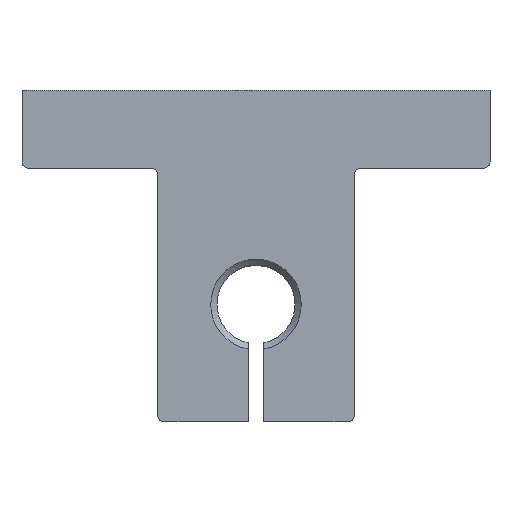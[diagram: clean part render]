
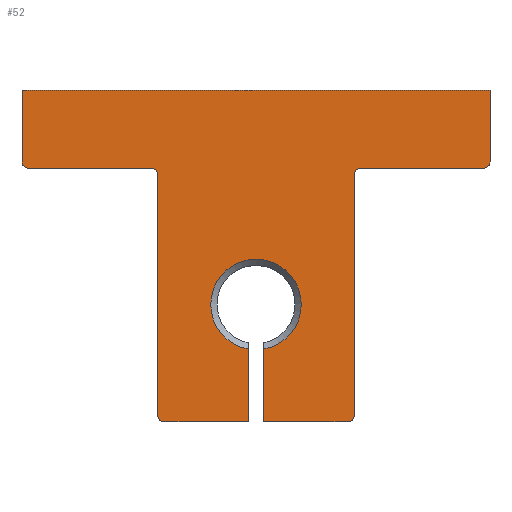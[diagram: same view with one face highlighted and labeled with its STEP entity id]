
A CAD part, front view. The second image highlights one B-rep face of the part: STEP entity #52.
In plain terms, the highlighted planar face has unit normal (0, -1, 0).
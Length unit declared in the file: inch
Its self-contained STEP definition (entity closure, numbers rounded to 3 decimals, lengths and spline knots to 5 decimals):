
#3 = CARTESIAN_POINT ( 'NONE',  ( 0.335, 0., -0.27 ) ) ;
#15 = CARTESIAN_POINT ( 'NONE',  ( -0.295, 0., -1.063 ) ) ;
#21 = CARTESIAN_POINT ( 'NONE',  ( -0.315, 0., -1.043 ) ) ;
#23 = VERTEX_POINT ( 'NONE', #388 ) ;
#25 = LINE ( 'NONE', #15, #120 ) ;
#35 = DIRECTION ( 'NONE',  ( 0., 0., -1. ) ) ;
#38 = VERTEX_POINT ( 'NONE', #79 ) ;
#46 = CARTESIAN_POINT ( 'NONE',  ( 0.73, 0., -0.23 ) ) ;
#49 = AXIS2_PLACEMENT_3D ( 'NONE', #761, #576, #665 ) ;
#52 = ADVANCED_FACE ( 'NONE', ( #354 ), #262, .T. ) ;
#53 = LINE ( 'NONE', #964, #245 ) ;
#72 = LINE ( 'NONE', #453, #926 ) ;
#78 = CARTESIAN_POINT ( 'NONE',  ( -0.73, 0., -0.25 ) ) ;
#79 = CARTESIAN_POINT ( 'NONE',  ( -0.75, 0., 0. ) ) ;
#82 = DIRECTION ( 'NONE',  ( 0., 0., -1. ) ) ;
#92 = VERTEX_POINT ( 'NONE', #724 ) ;
#104 = EDGE_CURVE ( 'NONE', #1115, #254, #703, .T. ) ;
#113 = ORIENTED_EDGE ( 'NONE', *, *, #772, .T. ) ;
#120 = VECTOR ( 'NONE', #768, 39.37008 ) ;
#121 = VECTOR ( 'NONE', #558, 39.37008 ) ;
#132 = ORIENTED_EDGE ( 'NONE', *, *, #715, .F. ) ;
#135 = VERTEX_POINT ( 'NONE', #912 ) ;
#168 = DIRECTION ( 'NONE',  ( -1., 0., 0. ) ) ;
#169 = LINE ( 'NONE', #1011, #632 ) ;
#176 = CARTESIAN_POINT ( 'NONE',  ( -0.73, 0., -0.23 ) ) ;
#179 = AXIS2_PLACEMENT_3D ( 'NONE', #754, #468, #1096 ) ;
#183 = CARTESIAN_POINT ( 'NONE',  ( 0.025, 0., -1.063 ) ) ;
#189 = CARTESIAN_POINT ( 'NONE',  ( -0.025, 0., 0.00004 ) ) ;
#195 = DIRECTION ( 'NONE',  ( 0., 0., 1. ) ) ;
#207 = AXIS2_PLACEMENT_3D ( 'NONE', #896, #918, #266 ) ;
#218 = ORIENTED_EDGE ( 'NONE', *, *, #647, .F. ) ;
#222 = VERTEX_POINT ( 'NONE', #486 ) ;
#225 = AXIS2_PLACEMENT_3D ( 'NONE', #277, #1088, #446 ) ;
#232 = ORIENTED_EDGE ( 'NONE', *, *, #487, .F. ) ;
#238 = DIRECTION ( 'NONE',  ( -1., 0., 0. ) ) ;
#243 = ORIENTED_EDGE ( 'NONE', *, *, #1169, .F. ) ;
#245 = VECTOR ( 'NONE', #787, 39.37008 ) ;
#254 = VERTEX_POINT ( 'NONE', #400 ) ;
#262 = PLANE ( 'NONE',  #628 ) ;
#266 = DIRECTION ( 'NONE',  ( 0., 0., -1. ) ) ;
#268 = CARTESIAN_POINT ( 'NONE',  ( -0.025, 0., -0.82983 ) ) ;
#275 = ORIENTED_EDGE ( 'NONE', *, *, #742, .F. ) ;
#277 = CARTESIAN_POINT ( 'NONE',  ( -0.295, 0., -1.043 ) ) ;
#281 = EDGE_CURVE ( 'NONE', #498, #778, #490, .T. ) ;
#283 = CARTESIAN_POINT ( 'NONE',  ( -0.025, 0., -1.063 ) ) ;
#286 = DIRECTION ( 'NONE',  ( 0., -1., 0. ) ) ;
#307 = DIRECTION ( 'NONE',  ( 0., 1., 0. ) ) ;
#312 = CARTESIAN_POINT ( 'NONE',  ( 0.75, 0., -0.23 ) ) ;
#316 = CARTESIAN_POINT ( 'NONE',  ( 0.73, 0., -0.25 ) ) ;
#344 = ORIENTED_EDGE ( 'NONE', *, *, #575, .F. ) ;
#352 = EDGE_CURVE ( 'NONE', #414, #699, #53, .T. ) ;
#354 = FACE_OUTER_BOUND ( 'NONE', #955, .T. ) ;
#382 = DIRECTION ( 'NONE',  ( 0., 0., 1. ) ) ;
#383 = DIRECTION ( 'NONE',  ( 0., 0., 1. ) ) ;
#387 = ORIENTED_EDGE ( 'NONE', *, *, #711, .F. ) ;
#388 = CARTESIAN_POINT ( 'NONE',  ( 0.315, 0., -0.27 ) ) ;
#390 = AXIS2_PLACEMENT_3D ( 'NONE', #3, #1090, #382 ) ;
#397 = CARTESIAN_POINT ( 'NONE',  ( -0.75, 0., 0. ) ) ;
#400 = CARTESIAN_POINT ( 'NONE',  ( -0.75, 0., -0.23 ) ) ;
#402 = ORIENTED_EDGE ( 'NONE', *, *, #104, .F. ) ;
#414 = VERTEX_POINT ( 'NONE', #1070 ) ;
#422 = VERTEX_POINT ( 'NONE', #957 ) ;
#446 = DIRECTION ( 'NONE',  ( 0., 0., 1. ) ) ;
#447 = LINE ( 'NONE', #822, #1165 ) ;
#453 = CARTESIAN_POINT ( 'NONE',  ( 0.315, 0., -1.043 ) ) ;
#457 = AXIS2_PLACEMENT_3D ( 'NONE', #46, #307, #1175 ) ;
#468 = DIRECTION ( 'NONE',  ( 0., 1., 0. ) ) ;
#469 = CARTESIAN_POINT ( 'NONE',  ( -0.295, 0., -1.063 ) ) ;
#478 = CIRCLE ( 'NONE', #457, 0.02 ) ;
#481 = CARTESIAN_POINT ( 'NONE',  ( 0.295, 0., -1.063 ) ) ;
#482 = AXIS2_PLACEMENT_3D ( 'NONE', #1029, #674, #195 ) ;
#486 = CARTESIAN_POINT ( 'NONE',  ( -0.315, 0., -0.27 ) ) ;
#487 = EDGE_CURVE ( 'NONE', #1053, #135, #25, .T. ) ;
#490 = LINE ( 'NONE', #312, #528 ) ;
#498 = VERTEX_POINT ( 'NONE', #1139 ) ;
#512 = CIRCLE ( 'NONE', #207, 0.02 ) ;
#514 = LINE ( 'NONE', #870, #729 ) ;
#528 = VECTOR ( 'NONE', #577, 39.37008 ) ;
#549 = CIRCLE ( 'NONE', #482, 0.02 ) ;
#558 = DIRECTION ( 'NONE',  ( 0., 0., -1. ) ) ;
#575 = EDGE_CURVE ( 'NONE', #855, #1115, #1179, .T. ) ;
#576 = DIRECTION ( 'NONE',  ( 0., 1., 0. ) ) ;
#577 = DIRECTION ( 'NONE',  ( 0., 0., -1. ) ) ;
#581 = DIRECTION ( 'NONE',  ( 0., 0., 1. ) ) ;
#583 = ORIENTED_EDGE ( 'NONE', *, *, #714, .F. ) ;
#584 = ORIENTED_EDGE ( 'NONE', *, *, #1036, .F. ) ;
#589 = ORIENTED_EDGE ( 'NONE', *, *, #733, .F. ) ;
#610 = EDGE_CURVE ( 'NONE', #92, #23, #1061, .T. ) ;
#628 = AXIS2_PLACEMENT_3D ( 'NONE', #176, #286, #82 ) ;
#632 = VECTOR ( 'NONE', #1180, 39.37008 ) ;
#641 = DIRECTION ( 'NONE',  ( -1., 0., 0. ) ) ;
#647 = EDGE_CURVE ( 'NONE', #778, #947, #478, .T. ) ;
#658 = CARTESIAN_POINT ( 'NONE',  ( -0.335, 0., -0.25 ) ) ;
#665 = DIRECTION ( 'NONE',  ( 0., 0., -1. ) ) ;
#674 = DIRECTION ( 'NONE',  ( 0., -1., 0. ) ) ;
#699 = VERTEX_POINT ( 'NONE', #183 ) ;
#703 = CIRCLE ( 'NONE', #179, 0.02 ) ;
#707 = VECTOR ( 'NONE', #168, 39.37008 ) ;
#711 = EDGE_CURVE ( 'NONE', #773, #222, #447, .T. ) ;
#714 = EDGE_CURVE ( 'NONE', #38, #498, #169, .T. ) ;
#715 = EDGE_CURVE ( 'NONE', #1195, #1053, #1083, .T. ) ;
#724 = CARTESIAN_POINT ( 'NONE',  ( 0.335, 0., -0.25 ) ) ;
#728 = CIRCLE ( 'NONE', #49, 0.145 ) ;
#729 = VECTOR ( 'NONE', #238, 39.37008 ) ;
#733 = EDGE_CURVE ( 'NONE', #422, #1155, #512, .T. ) ;
#736 = CARTESIAN_POINT ( 'NONE',  ( -0.335, 0., -0.25 ) ) ;
#742 = EDGE_CURVE ( 'NONE', #23, #422, #72, .T. ) ;
#751 = CIRCLE ( 'NONE', #225, 0.02 ) ;
#754 = CARTESIAN_POINT ( 'NONE',  ( -0.73, 0., -0.23 ) ) ;
#761 = CARTESIAN_POINT ( 'NONE',  ( 0., 0., -0.687 ) ) ;
#768 = DIRECTION ( 'NONE',  ( -1., 0., 0. ) ) ;
#770 = ORIENTED_EDGE ( 'NONE', *, *, #281, .F. ) ;
#772 = EDGE_CURVE ( 'NONE', #1195, #414, #728, .T. ) ;
#773 = VERTEX_POINT ( 'NONE', #21 ) ;
#778 = VERTEX_POINT ( 'NONE', #1129 ) ;
#787 = DIRECTION ( 'NONE',  ( 0., 0., -1. ) ) ;
#795 = EDGE_CURVE ( 'NONE', #222, #855, #549, .T. ) ;
#822 = CARTESIAN_POINT ( 'NONE',  ( -0.315, 0., -0.27 ) ) ;
#829 = EDGE_CURVE ( 'NONE', #254, #38, #832, .T. ) ;
#832 = LINE ( 'NONE', #397, #865 ) ;
#855 = VERTEX_POINT ( 'NONE', #658 ) ;
#865 = VECTOR ( 'NONE', #581, 39.37008 ) ;
#870 = CARTESIAN_POINT ( 'NONE',  ( 0.335, 0., -0.25 ) ) ;
#896 = CARTESIAN_POINT ( 'NONE',  ( 0.295, 0., -1.043 ) ) ;
#900 = EDGE_CURVE ( 'NONE', #947, #92, #514, .T. ) ;
#912 = CARTESIAN_POINT ( 'NONE',  ( -0.295, 0., -1.063 ) ) ;
#918 = DIRECTION ( 'NONE',  ( 0., 1., 0. ) ) ;
#926 = VECTOR ( 'NONE', #35, 39.37008 ) ;
#947 = VERTEX_POINT ( 'NONE', #316 ) ;
#954 = ORIENTED_EDGE ( 'NONE', *, *, #610, .F. ) ;
#955 = EDGE_LOOP ( 'NONE', ( #132, #113, #1001, #243, #589, #275, #954, #958, #218, #770, #583, #1045, #402, #344, #1071, #387, #584, #232 ) ) ;
#957 = CARTESIAN_POINT ( 'NONE',  ( 0.315, 0., -1.043 ) ) ;
#958 = ORIENTED_EDGE ( 'NONE', *, *, #900, .F. ) ;
#964 = CARTESIAN_POINT ( 'NONE',  ( 0.025, 0., 0.00004 ) ) ;
#968 = VECTOR ( 'NONE', #641, 39.37008 ) ;
#1000 = LINE ( 'NONE', #469, #968 ) ;
#1001 = ORIENTED_EDGE ( 'NONE', *, *, #352, .T. ) ;
#1011 = CARTESIAN_POINT ( 'NONE',  ( 0.75, 0., 0. ) ) ;
#1029 = CARTESIAN_POINT ( 'NONE',  ( -0.335, 0., -0.27 ) ) ;
#1036 = EDGE_CURVE ( 'NONE', #135, #773, #751, .T. ) ;
#1045 = ORIENTED_EDGE ( 'NONE', *, *, #829, .F. ) ;
#1053 = VERTEX_POINT ( 'NONE', #283 ) ;
#1061 = CIRCLE ( 'NONE', #390, 0.02 ) ;
#1070 = CARTESIAN_POINT ( 'NONE',  ( 0.025, 0., -0.82983 ) ) ;
#1071 = ORIENTED_EDGE ( 'NONE', *, *, #795, .F. ) ;
#1083 = LINE ( 'NONE', #189, #121 ) ;
#1088 = DIRECTION ( 'NONE',  ( 0., 1., 0. ) ) ;
#1090 = DIRECTION ( 'NONE',  ( 0., -1., 0. ) ) ;
#1096 = DIRECTION ( 'NONE',  ( 0., 0., -1. ) ) ;
#1115 = VERTEX_POINT ( 'NONE', #78 ) ;
#1129 = CARTESIAN_POINT ( 'NONE',  ( 0.75, 0., -0.23 ) ) ;
#1139 = CARTESIAN_POINT ( 'NONE',  ( 0.75, 0., 0. ) ) ;
#1155 = VERTEX_POINT ( 'NONE', #481 ) ;
#1165 = VECTOR ( 'NONE', #383, 39.37008 ) ;
#1169 = EDGE_CURVE ( 'NONE', #1155, #699, #1000, .T. ) ;
#1175 = DIRECTION ( 'NONE',  ( 0., 0., -1. ) ) ;
#1179 = LINE ( 'NONE', #736, #707 ) ;
#1180 = DIRECTION ( 'NONE',  ( 1., 0., 0. ) ) ;
#1195 = VERTEX_POINT ( 'NONE', #268 ) ;
